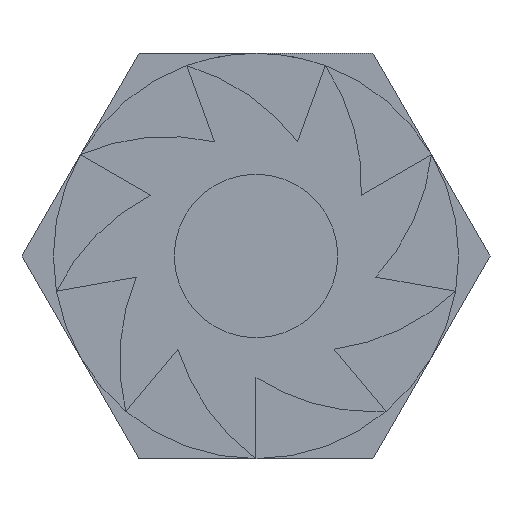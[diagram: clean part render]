
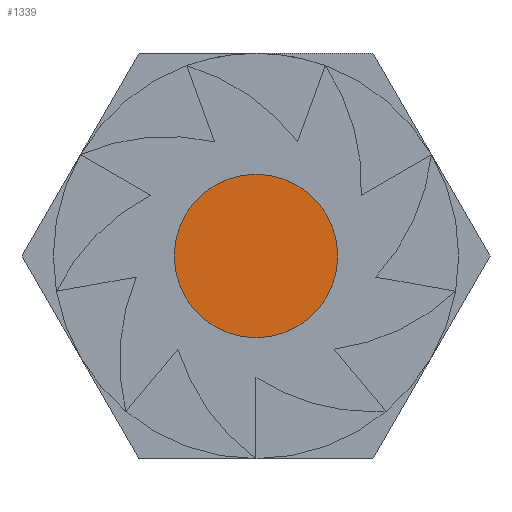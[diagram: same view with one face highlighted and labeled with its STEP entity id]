
A CAD part, front view. The second image highlights one B-rep face of the part: STEP entity #1339.
In plain terms, the highlighted planar face has unit normal (0, -1, 0).
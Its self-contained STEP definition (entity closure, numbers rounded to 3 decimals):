
#41 = DIRECTION ( 'NONE',  ( 0., 1., 0. ) ) ;
#134 = CIRCLE ( 'NONE', #1191, 3.025 ) ;
#239 = CARTESIAN_POINT ( 'NONE',  ( 0., 3.99, 0. ) ) ;
#483 = ORIENTED_EDGE ( 'NONE', *, *, #670, .F. ) ;
#494 = EDGE_CURVE ( 'NONE', #541, #645, #134, .T. ) ;
#541 = VERTEX_POINT ( 'NONE', #1055 ) ;
#645 = VERTEX_POINT ( 'NONE', #925 ) ;
#664 = DIRECTION ( 'NONE',  ( 0., 1., 0. ) ) ;
#670 = EDGE_CURVE ( 'NONE', #645, #541, #1035, .T. ) ;
#698 = CARTESIAN_POINT ( 'NONE',  ( 0., 3.99, 0. ) ) ;
#925 = CARTESIAN_POINT ( 'NONE',  ( 0., 3.99, -3.025 ) ) ;
#952 = AXIS2_PLACEMENT_3D ( 'NONE', #239, #1444, #1428 ) ;
#991 = CARTESIAN_POINT ( 'NONE',  ( 0., 3.99, 0. ) ) ;
#1025 = EDGE_LOOP ( 'NONE', ( #483, #1434 ) ) ;
#1035 = CIRCLE ( 'NONE', #1233, 3.025 ) ;
#1055 = CARTESIAN_POINT ( 'NONE',  ( 0., 3.99, 3.025 ) ) ;
#1150 = DIRECTION ( 'NONE',  ( 0., 0., 1. ) ) ;
#1191 = AXIS2_PLACEMENT_3D ( 'NONE', #991, #41, #1470 ) ;
#1192 = PLANE ( 'NONE',  #952 ) ;
#1233 = AXIS2_PLACEMENT_3D ( 'NONE', #698, #664, #1150 ) ;
#1322 = FACE_OUTER_BOUND ( 'NONE', #1025, .T. ) ;
#1339 = ADVANCED_FACE ( 'NONE', ( #1322 ), #1192, .F. ) ;
#1428 = DIRECTION ( 'NONE',  ( 0., 0., 1. ) ) ;
#1434 = ORIENTED_EDGE ( 'NONE', *, *, #494, .F. ) ;
#1444 = DIRECTION ( 'NONE',  ( 0., 1., 0. ) ) ;
#1470 = DIRECTION ( 'NONE',  ( 0., 0., 1. ) ) ;
